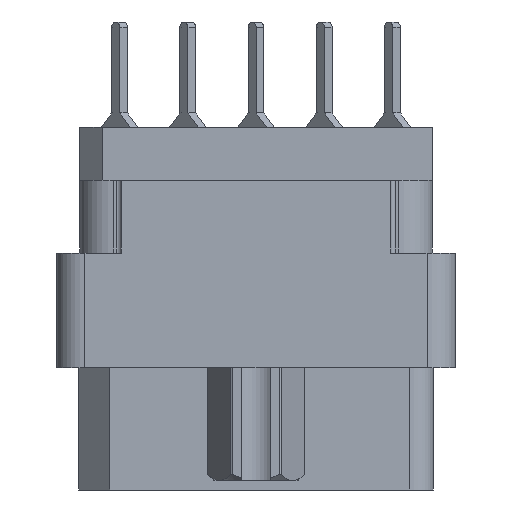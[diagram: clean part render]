
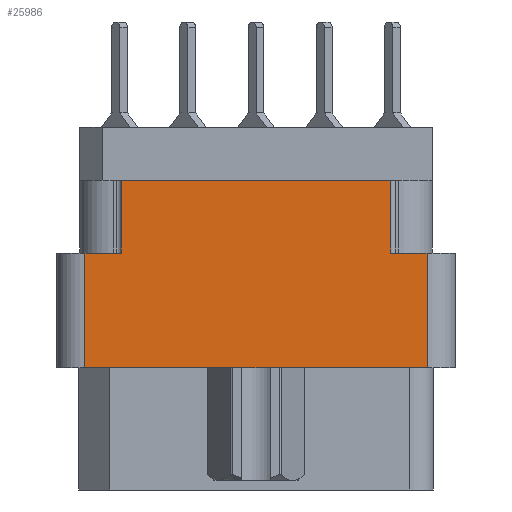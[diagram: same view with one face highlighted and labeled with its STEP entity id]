
A CAD part, left-side view. The second image highlights one B-rep face of the part: STEP entity #25986.
In plain terms, the highlighted planar face has unit normal (-1, 0, 0).
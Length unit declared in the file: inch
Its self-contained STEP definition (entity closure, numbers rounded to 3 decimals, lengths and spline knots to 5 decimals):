
#100 = CARTESIAN_POINT ( 'NONE',  ( -1., -0.376, -0.529 ) ) ;
#313 = AXIS2_PLACEMENT_3D ( 'NONE', #2906, #33402, #43910 ) ;
#2095 = CARTESIAN_POINT ( 'NONE',  ( -1., 0.438, -0.277 ) ) ;
#2722 = LINE ( 'NONE', #43505, #24772 ) ;
#2860 = DIRECTION ( 'NONE',  ( 0., 1., 0. ) ) ;
#2906 = CARTESIAN_POINT ( 'NONE',  ( -1., -0.376, -0.798 ) ) ;
#4252 = ORIENTED_EDGE ( 'NONE', *, *, #27495, .F. ) ;
#4406 = DIRECTION ( 'NONE',  ( 0., -1., 0. ) ) ;
#4973 = ORIENTED_EDGE ( 'NONE', *, *, #12295, .F. ) ;
#5145 = LINE ( 'NONE', #23760, #44607 ) ;
#5662 = DIRECTION ( 'NONE',  ( 0., 0., 1. ) ) ;
#5889 = LINE ( 'NONE', #6580, #27526 ) ;
#6580 = CARTESIAN_POINT ( 'NONE',  ( -1., 0.296, -0.277 ) ) ;
#6721 = CARTESIAN_POINT ( 'NONE',  ( -1., -0.296, -0.277 ) ) ;
#7535 = EDGE_CURVE ( 'NONE', #14993, #14770, #37473, .T. ) ;
#8554 = DIRECTION ( 'NONE',  ( 0., 0., 1. ) ) ;
#8653 = VERTEX_POINT ( 'NONE', #20426 ) ;
#11073 = ORIENTED_EDGE ( 'NONE', *, *, #34137, .F. ) ;
#12250 = DIRECTION ( 'NONE',  ( 0., 0., 1. ) ) ;
#12295 = EDGE_CURVE ( 'NONE', #21200, #24576, #20370, .T. ) ;
#12878 = DIRECTION ( 'NONE',  ( 0., -1., 0. ) ) ;
#13282 = ORIENTED_EDGE ( 'NONE', *, *, #7535, .T. ) ;
#14770 = VERTEX_POINT ( 'NONE', #16499 ) ;
#14993 = VERTEX_POINT ( 'NONE', #22156 ) ;
#15222 = CARTESIAN_POINT ( 'NONE',  ( -1., -0.376, -0.277 ) ) ;
#16016 = VERTEX_POINT ( 'NONE', #15222 ) ;
#16499 = CARTESIAN_POINT ( 'NONE',  ( -1., -0.296, -0.117 ) ) ;
#16857 = VECTOR ( 'NONE', #4406, 39.37008 ) ;
#17362 = ORIENTED_EDGE ( 'NONE', *, *, #43503, .F. ) ;
#18419 = ORIENTED_EDGE ( 'NONE', *, *, #23567, .F. ) ;
#19933 = LINE ( 'NONE', #6721, #28351 ) ;
#20370 = LINE ( 'NONE', #100, #27342 ) ;
#20426 = CARTESIAN_POINT ( 'NONE',  ( -1., 0.376, -0.277 ) ) ;
#20533 = VERTEX_POINT ( 'NONE', #28830 ) ;
#21200 = VERTEX_POINT ( 'NONE', #38098 ) ;
#21715 = LINE ( 'NONE', #35626, #16857 ) ;
#22156 = CARTESIAN_POINT ( 'NONE',  ( -1., -0.296, -0.277 ) ) ;
#22368 = LINE ( 'NONE', #2095, #39852 ) ;
#23166 = FACE_OUTER_BOUND ( 'NONE', #34050, .T. ) ;
#23567 = EDGE_CURVE ( 'NONE', #24576, #8653, #2722, .T. ) ;
#23760 = CARTESIAN_POINT ( 'NONE',  ( -1., -0.376, -0.798 ) ) ;
#23863 = ORIENTED_EDGE ( 'NONE', *, *, #31027, .T. ) ;
#23939 = CARTESIAN_POINT ( 'NONE',  ( -1., 0.296, -0.117 ) ) ;
#24576 = VERTEX_POINT ( 'NONE', #34422 ) ;
#24772 = VECTOR ( 'NONE', #12250, 39.37008 ) ;
#25986 = ADVANCED_FACE ( 'NONE', ( #23166 ), #37541, .T. ) ;
#26881 = VECTOR ( 'NONE', #41748, 39.37008 ) ;
#26973 = CARTESIAN_POINT ( 'NONE',  ( -1., -0.296, -0.277 ) ) ;
#27342 = VECTOR ( 'NONE', #2860, 39.37008 ) ;
#27495 = EDGE_CURVE ( 'NONE', #33013, #14770, #21715, .T. ) ;
#27526 = VECTOR ( 'NONE', #5662, 39.37008 ) ;
#28351 = VECTOR ( 'NONE', #12878, 39.37008 ) ;
#28830 = CARTESIAN_POINT ( 'NONE',  ( -1., 0.296, -0.277 ) ) ;
#31027 = EDGE_CURVE ( 'NONE', #21200, #16016, #5145, .T. ) ;
#33013 = VERTEX_POINT ( 'NONE', #23939 ) ;
#33402 = DIRECTION ( 'NONE',  ( -1., 0., 0. ) ) ;
#34050 = EDGE_LOOP ( 'NONE', ( #18419, #4973, #23863, #17362, #13282, #4252, #39610, #11073 ) ) ;
#34137 = EDGE_CURVE ( 'NONE', #8653, #20533, #22368, .T. ) ;
#34422 = CARTESIAN_POINT ( 'NONE',  ( -1., 0.376, -0.529 ) ) ;
#34906 = EDGE_CURVE ( 'NONE', #20533, #33013, #5889, .T. ) ;
#35626 = CARTESIAN_POINT ( 'NONE',  ( -1., 0.438, -0.117 ) ) ;
#37473 = LINE ( 'NONE', #26973, #26881 ) ;
#37541 = PLANE ( 'NONE',  #313 ) ;
#38098 = CARTESIAN_POINT ( 'NONE',  ( -1., -0.376, -0.529 ) ) ;
#39610 = ORIENTED_EDGE ( 'NONE', *, *, #34906, .F. ) ;
#39852 = VECTOR ( 'NONE', #40360, 39.37008 ) ;
#40360 = DIRECTION ( 'NONE',  ( 0., -1., 0. ) ) ;
#41748 = DIRECTION ( 'NONE',  ( 0., 0., 1. ) ) ;
#43503 = EDGE_CURVE ( 'NONE', #14993, #16016, #19933, .T. ) ;
#43505 = CARTESIAN_POINT ( 'NONE',  ( -1., 0.376, -0.798 ) ) ;
#43910 = DIRECTION ( 'NONE',  ( 0., 0., 1. ) ) ;
#44607 = VECTOR ( 'NONE', #8554, 39.37008 ) ;
